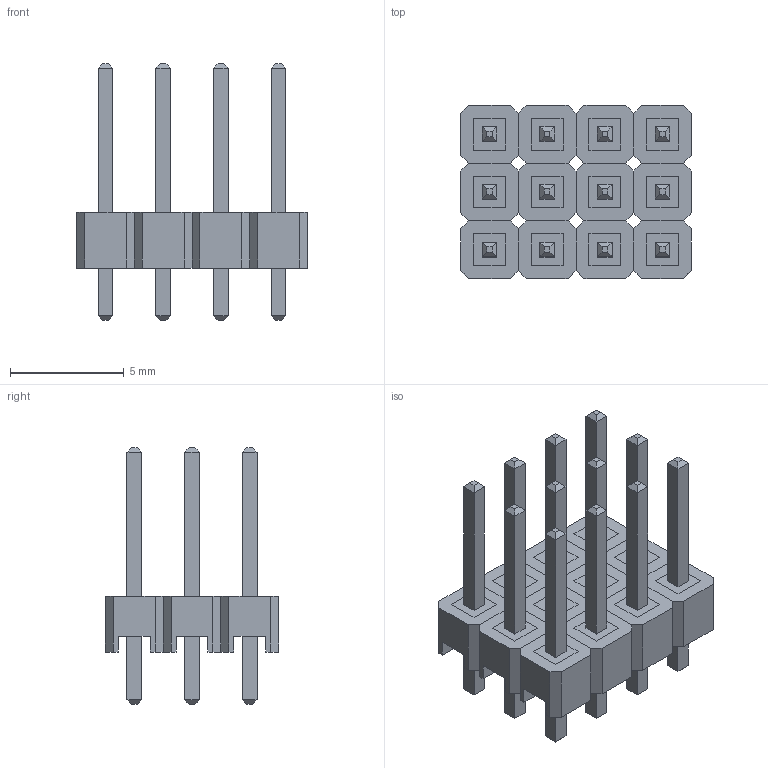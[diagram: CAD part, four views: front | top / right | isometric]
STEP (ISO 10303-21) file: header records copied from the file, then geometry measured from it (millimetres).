
FILE_DESCRIPTION(/* description */ ('STEP AP242','CAx-IF Rec.Pracs.---Representation and Presentation of Product Manufacturing Information (PMI)---4.0---2014-10-13','CAx-IF Rec.Pracs.---3D Tessellated Geometry---0.4---2014-09-14','2;1'),/* implementation_level */ '2;1');
FILE_NAME(/* name */ '621a74a50464431c2658d2bc',/* time_stamp */ '2022-02-26T18:42:46+00:00',/* author */ (''),/* organization */ (''),/* preprocessor_version */ 'ST-DEVELOPER v18.101',/* originating_system */ ' ',/* authorisation */ ' ');
FILE_SCHEMA (('AP242_MANAGED_MODEL_BASED_3D_ENGINEERING_MIM_LF { 1 0 10303 442 1 1 4 }'));
Length unit declared in the file: metre
Products named in the file (15): Male Header 3x4; Male Header <12>; Part 1; Male Header <11>; Male Header <3>; Male Header <9>; Male Header <1>; Male Header <6>; Male Header <8>; Male Header <7>; Male Header <5>; Male Header <10>; Male Header <2>; Male Header <4>
Assembly tree (36 placements, depth 3):
  Male Header 3x4
    Male Header <12>
      Part 1
      Part 1
    Male Header <11>
      Part 1
      Part 1
    Male Header <3>
      Part 1
      Part 1
    Male Header <9>
      Part 1
      Part 1
    Male Header <1>
      Part 1
      Part 1
    Male Header <6>
      Part 1
      Part 1
    Male Header <8>
      Part 1
      Part 1
    Male Header <7>
      Part 1
      Part 1
    Male Header <5>
      Part 1
      Part 1
    Male Header <10>
      Part 1
      Part 1
    Male Header <2>
      Part 1
      Part 1
    Male Header <4>
      Part 1
      Part 1
Bounding box: 10.16 x 7.62 x 11.3 mm (x, y, z)
Volume: 200 mm3; surface area: 967 mm2
Topology: 24 solids, 24 shells, 492 faces, 1200 edges, 768 vertices
Faces by surface type: plane 492
Entity records: 1688 total; most frequent: DIRECTION 256, CARTESIAN_POINT 242, ORIENTED_EDGE 200, EDGE_CURVE 100, LINE 100, VECTOR 100, AXIS2_PLACEMENT_3D 78, VERTEX_POINT 64
